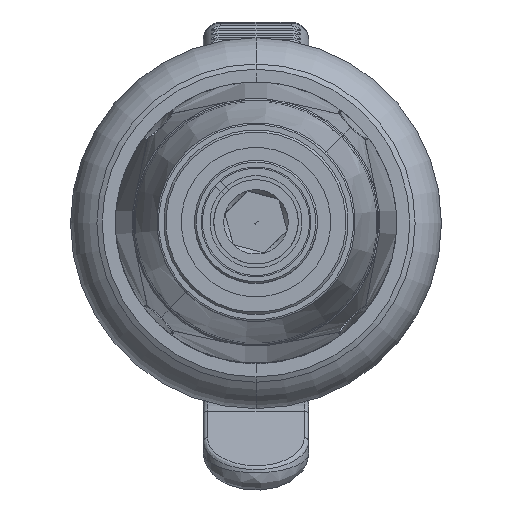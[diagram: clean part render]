
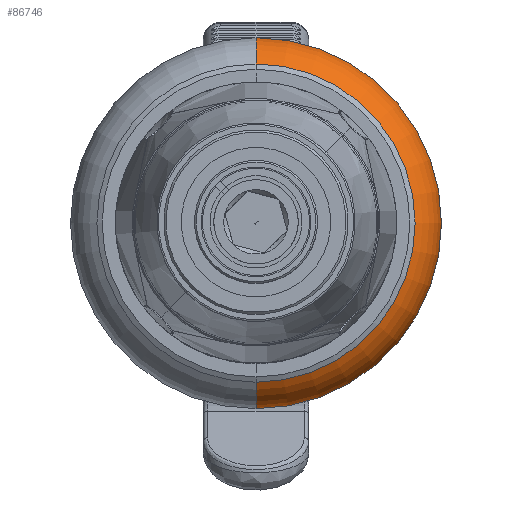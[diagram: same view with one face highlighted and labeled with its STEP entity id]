
A CAD part, top view. The second image highlights one B-rep face of the part: STEP entity #86746.
In plain terms, the highlighted toroidal (fillet/blend) face has major radius 15.1 mm and minor radius 6 mm.
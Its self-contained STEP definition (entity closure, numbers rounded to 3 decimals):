
#52594=CARTESIAN_POINT('',(0.,0.,93.613));
#52595=DIRECTION('',(0.,0.,-1.));
#52596=DIRECTION('',(0.,1.,0.));
#52597=AXIS2_PLACEMENT_3D('',#52594,#52595,#52596);
#52602=CARTESIAN_POINT('',(0.,15.1,97.457));
#52603=DIRECTION('',(1.,0.,0.));
#52604=DIRECTION('',(0.,0.768,-0.641));
#52605=AXIS2_PLACEMENT_3D('',#52602,#52603,#52604);
#52610=CARTESIAN_POINT('',(0.,-15.1,97.457));
#52611=DIRECTION('',(-1.,0.,0.));
#52612=DIRECTION('',(0.,-0.768,-0.641));
#52613=AXIS2_PLACEMENT_3D('',#52610,#52611,#52612);
#52648=CARTESIAN_POINT('',(0.,0.,102.654));
#52649=DIRECTION('',(0.,0.,-1.));
#52650=DIRECTION('',(0.,1.,0.));
#52651=AXIS2_PLACEMENT_3D('',#52648,#52649,#52650);
#56119=CARTESIAN_POINT('',(0.,19.706,93.613));
#56121=VERTEX_POINT('',#56119);
#56122=CARTESIAN_POINT('',(0.,18.1,102.654));
#56123=VERTEX_POINT('',#56122);
#56127=CARTESIAN_POINT('',(0.,-19.706,93.613));
#56129=VERTEX_POINT('',#56127);
#56130=CARTESIAN_POINT('',(0.,-18.1,102.654));
#56131=VERTEX_POINT('',#56130);
#86732=CARTESIAN_POINT('',(0.,0.,97.457));
#86733=DIRECTION('',(0.,0.,-1.));
#86734=DIRECTION('',(0.,-1.,0.));
#86735=AXIS2_PLACEMENT_3D('',#86732,#86733,#86734);
#86736=TOROIDAL_SURFACE('',#86735,15.1,6.);
#86738=ORIENTED_EDGE('',*,*,#86737,.F.);
#86739=ORIENTED_EDGE('',*,*,#86727,.T.);
#86741=ORIENTED_EDGE('',*,*,#86740,.T.);
#86743=ORIENTED_EDGE('',*,*,#86742,.F.);
#86744=EDGE_LOOP('',(#86738,#86739,#86741,#86743));
#86745=FACE_OUTER_BOUND('',#86744,.F.);
#52598=CIRCLE('',#52597,19.706);
#52606=CIRCLE('',#52605,6.);
#52614=CIRCLE('',#52613,6.);
#52652=CIRCLE('',#52651,18.1);
#86727=EDGE_CURVE('',#56121,#56129,#52598,.T.);
#86737=EDGE_CURVE('',#56121,#56123,#52606,.T.);
#86740=EDGE_CURVE('',#56129,#56131,#52614,.T.);
#86742=EDGE_CURVE('',#56123,#56131,#52652,.T.);
#86746=ADVANCED_FACE('',(#86745),#86736,.T.);
